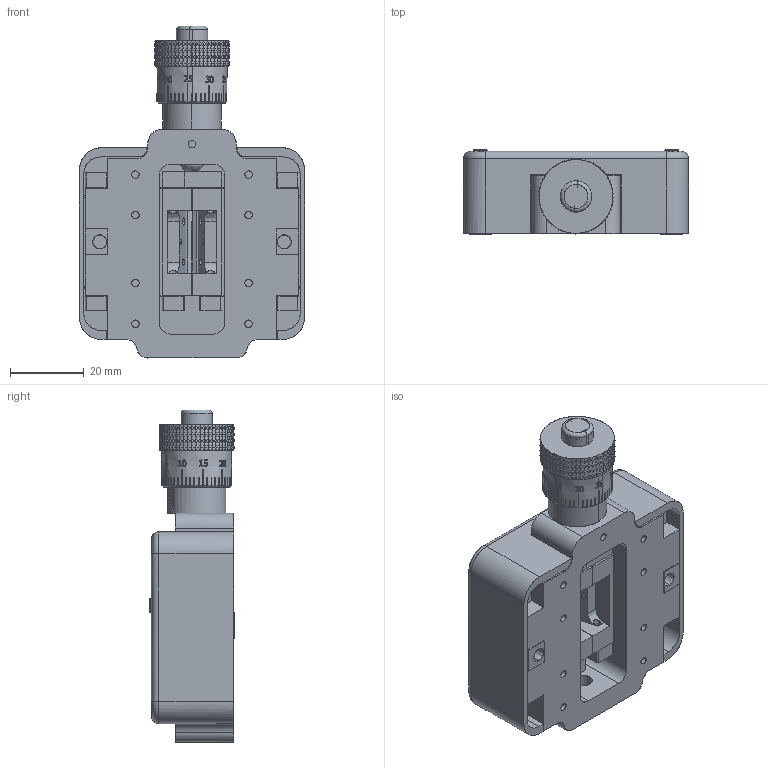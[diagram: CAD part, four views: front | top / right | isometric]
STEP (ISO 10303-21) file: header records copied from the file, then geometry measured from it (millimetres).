
FILE_DESCRIPTION(/* description */ (''),/* implementation_level */ '2;1');
FILE_NAME(/* name */ '04-HTS~1',/* time_stamp */ '2022-03-22T17:49:56+03:00',/* author */ (''),/* organization */ (''),/* preprocessor_version */ 'ST-DEVELOPER v15',/* originating_system */ '',/* authorisation */ '');
FILE_SCHEMA (('AUTOMOTIVE_DESIGN'));
Products named in the file (4): Document; 04-HTS-400; 04-HTS-400_Substitute_2; Block 01
Assembly tree (3 placements, depth 4):
  Document
    04-HTS-400
      04-HTS-400_Substitute_2
        Block 01
Bounding box: 61 x 23 x 90 mm (x, y, z)
Volume: 70.7 mm3; surface area: 36071.2 mm2
Topology: 7 solids, 2680 shells, 2849 faces, 13906 edges, 13556 vertices
Faces by surface type: bspline 2849
Entity records: 282404 total; most frequent: CARTESIAN_POINT 134140, B_SPLINE_CURVE_WITH_KNOTS 22877, ORIENTED_EDGE 14259, PCURVE 14259, DEFINITIONAL_REPRESENTATION 14259, SURFACE_CURVE 13893, EDGE_CURVE 13893, VERTEX_POINT 13556
